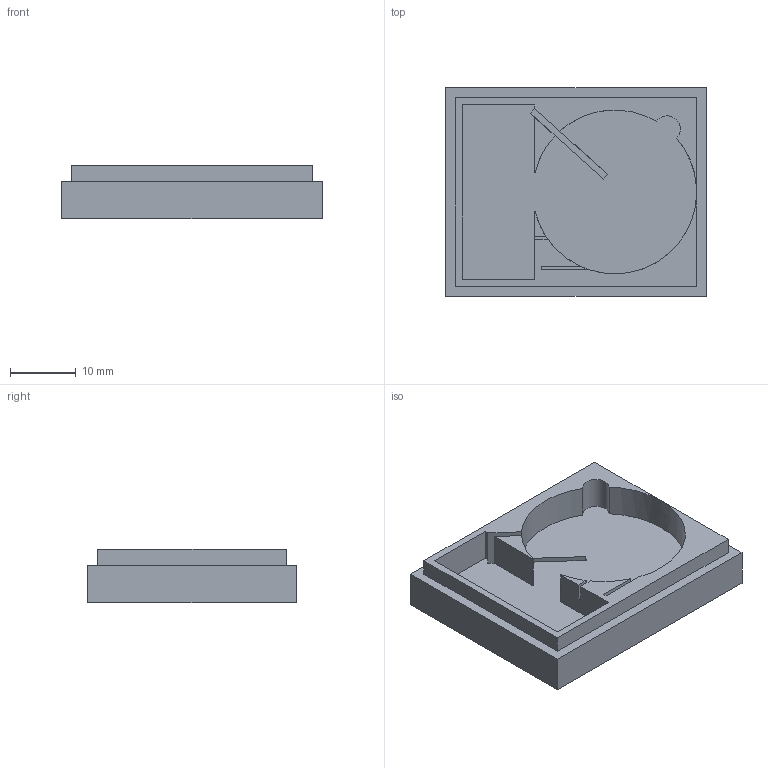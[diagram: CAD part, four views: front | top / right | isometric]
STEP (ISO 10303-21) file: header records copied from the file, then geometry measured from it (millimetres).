
FILE_DESCRIPTION(('FreeCAD Model'),'2;1');
FILE_NAME('Open CASCADE Shape Model','2025-02-19T10:52:25',(''),(''), 'Open CASCADE STEP processor 7.8','FreeCAD','Unknown');
FILE_SCHEMA(('AUTOMOTIVE_DESIGN { 1 0 10303 214 1 1 1 1 }'));
Length unit declared in the file: millimetre
Products named in the file (1): bottom
Bounding box: 39.8 x 31.8 x 8.2 mm (x, y, z)
Volume: 4017.9 mm3; surface area: 5672.5 mm2
Topology: 1 solids, 1 shells, 175 faces, 465 edges, 318 vertices
Faces by surface type: plane 111, cylinder 64
Full cylindrical faces by diameter (mm): 6.5 x12
Entity records: 5520 total; most frequent: CARTESIAN_POINT 971, DIRECTION 962, ORIENTED_EDGE 930, EDGE_CURVE 465, AXIS2_PLACEMENT_3D 333, VERTEX_POINT 318, LINE 296, VECTOR 296
